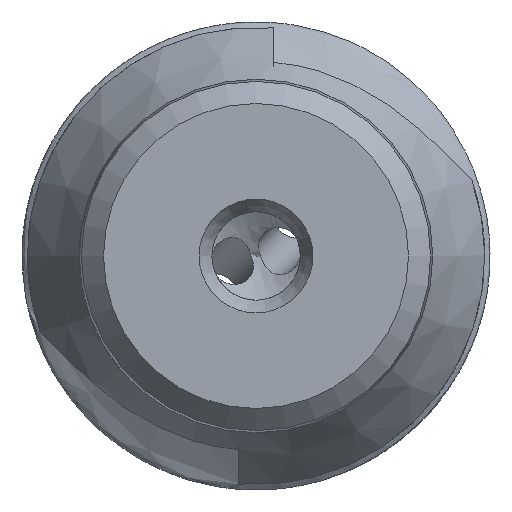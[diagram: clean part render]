
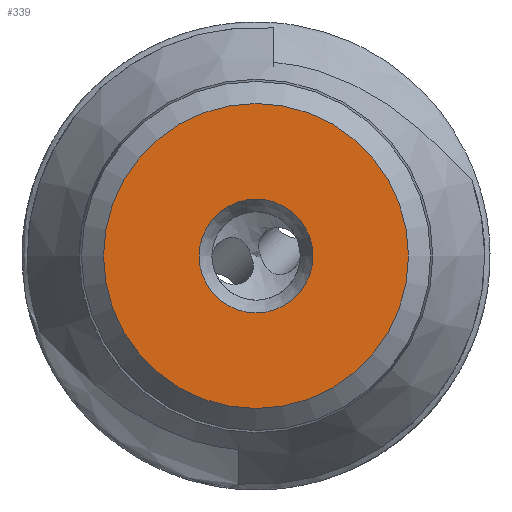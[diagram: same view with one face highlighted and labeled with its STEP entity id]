
A CAD part, left-side view. The second image highlights one B-rep face of the part: STEP entity #339.
In plain terms, the highlighted planar face has unit normal (-1, 0, 0).
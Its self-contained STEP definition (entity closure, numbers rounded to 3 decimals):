
#4 = VERTEX_POINT ( 'NONE', #952 ) ;
#154 = ORIENTED_EDGE ( 'NONE', *, *, #1263, .T. ) ;
#339 = ADVANCED_FACE ( 'NONE', ( #978, #941 ), #857, .T. ) ;
#370 = VERTEX_POINT ( 'NONE', #1281 ) ;
#532 = DIRECTION ( 'NONE',  ( 0., 1., 0. ) ) ;
#560 = DIRECTION ( 'NONE',  ( -1., 0., 0. ) ) ;
#715 = CARTESIAN_POINT ( 'NONE',  ( -99.6, 6.9, 0. ) ) ;
#774 = CARTESIAN_POINT ( 'NONE',  ( -99.6, 0., 0. ) ) ;
#857 = PLANE ( 'NONE',  #1093 ) ;
#934 = DIRECTION ( 'NONE',  ( 0., 1., 0. ) ) ;
#941 = FACE_OUTER_BOUND ( 'NONE', #1930, .T. ) ;
#952 = CARTESIAN_POINT ( 'NONE',  ( -99.6, 2.577, 0. ) ) ;
#978 = FACE_BOUND ( 'NONE', #1002, .T. ) ;
#1002 = EDGE_LOOP ( 'NONE', ( #154 ) ) ;
#1093 = AXIS2_PLACEMENT_3D ( 'NONE', #715, #560, #1511 ) ;
#1263 = EDGE_CURVE ( 'NONE', #4, #4, #1597, .T. ) ;
#1281 = CARTESIAN_POINT ( 'NONE',  ( -99.6, 6.9, 0. ) ) ;
#1282 = ORIENTED_EDGE ( 'NONE', *, *, #1946, .F. ) ;
#1424 = CIRCLE ( 'NONE', #1898, 6.9 ) ;
#1465 = DIRECTION ( 'NONE',  ( 1., 0., 0. ) ) ;
#1511 = DIRECTION ( 'NONE',  ( 0., -1., 0. ) ) ;
#1597 = CIRCLE ( 'NONE', #1951, 2.577 ) ;
#1788 = CARTESIAN_POINT ( 'NONE',  ( -99.6, 0., 0. ) ) ;
#1898 = AXIS2_PLACEMENT_3D ( 'NONE', #774, #1911, #934 ) ;
#1911 = DIRECTION ( 'NONE',  ( 1., 0., 0. ) ) ;
#1930 = EDGE_LOOP ( 'NONE', ( #1282 ) ) ;
#1946 = EDGE_CURVE ( 'NONE', #370, #370, #1424, .T. ) ;
#1951 = AXIS2_PLACEMENT_3D ( 'NONE', #1788, #1465, #532 ) ;
